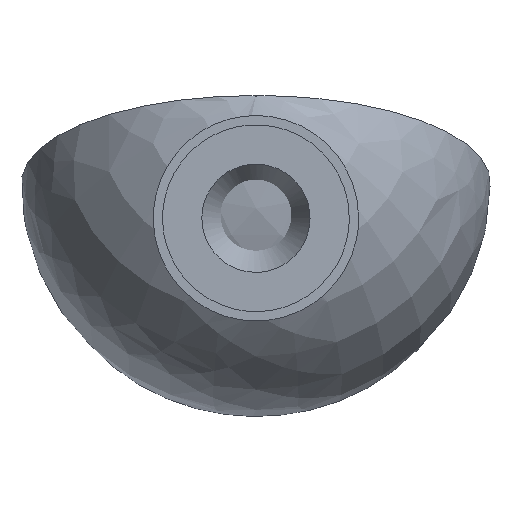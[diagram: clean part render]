
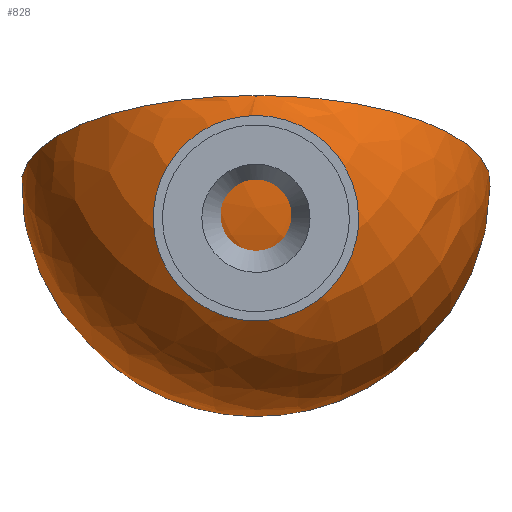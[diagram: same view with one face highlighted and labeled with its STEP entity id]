
A CAD part, front view. The second image highlights one B-rep face of the part: STEP entity #828.
In plain terms, the highlighted free-form (B-spline) face has degree [2, 2] with [5, 5] control points.
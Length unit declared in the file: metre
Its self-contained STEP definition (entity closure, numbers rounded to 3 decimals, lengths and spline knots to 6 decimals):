
#28 = CARTESIAN_POINT('NONE', (-0.591302, 0.928361, -0.371344));
#29 = VERTEX_POINT('NONE', #28);
#30 = CARTESIAN_POINT('NONE', (0.591302, 0.928361, -0.371344));
#31 = VERTEX_POINT('NONE', #30);
#60 = CARTESIAN_POINT('NONE', (-0.00254, 0.117917, -0.047167));
#61 = VERTEX_POINT('NONE', #60);
#62 = CARTESIAN_POINT('NONE', (0.00254, 0.117917, -0.047167));
#63 = VERTEX_POINT('NONE', #62);
#212 = CARTESIAN_POINT('NONE', (-0.00254, 0.117917, -0.047167));
#213 = CARTESIAN_POINT('NONE', (-0.340175, 0.117917, -0.047167));
#214 = CARTESIAN_POINT('NONE', (-0.528979, 0.377809, -0.151124));
#215 = CARTESIAN_POINT('NONE', (-0.717782, 0.637701, -0.25508));
#216 = CARTESIAN_POINT('NONE', (-0.591302, 0.928361, -0.371344));
#217 = (
  BOUNDED_CURVE()
  B_SPLINE_CURVE(2, (#212, #213, #214, #215, #216), .UNSPECIFIED., .F., .F.)
  B_SPLINE_CURVE_WITH_KNOTS((3, 2, 3), (0, 0.5, 1), .UNSPECIFIED.)
  CURVE()
  GEOMETRIC_REPRESENTATION_ITEM()
  RATIONAL_B_SPLINE_CURVE((1, 0.883, 1, 0.883, 1))
  REPRESENTATION_ITEM('NONE')
);
#218 = CARTESIAN_POINT('NONE', (-0.591302, 0.928361, -0.371344));
#219 = CARTESIAN_POINT('NONE', (-0.591302, 0.708757, -0.920354));
#220 = CARTESIAN_POINT('NONE', (0., 0.708757, -0.920354));
#221 = CARTESIAN_POINT('NONE', (0.591302, 0.708757, -0.920354));
#222 = CARTESIAN_POINT('NONE', (0.591302, 0.928361, -0.371344));
#223 = (
  BOUNDED_CURVE()
  B_SPLINE_CURVE(2, (#218, #219, #220, #221, #222), .UNSPECIFIED., .F., .F.)
  B_SPLINE_CURVE_WITH_KNOTS((3, 2, 3), (-6.283185, -3.141593, 0), .UNSPECIFIED.)
  CURVE()
  GEOMETRIC_REPRESENTATION_ITEM()
  RATIONAL_B_SPLINE_CURVE((1, 0.707, 1, 0.707, 1))
  REPRESENTATION_ITEM('NONE')
);
#224 = CARTESIAN_POINT('NONE', (0.591302, 0.928361, -0.371344));
#225 = CARTESIAN_POINT('NONE', (0.717782, 0.637701, -0.25508));
#226 = CARTESIAN_POINT('NONE', (0.528979, 0.377809, -0.151124));
#227 = CARTESIAN_POINT('NONE', (0.340175, 0.117917, -0.047167));
#228 = CARTESIAN_POINT('NONE', (0.00254, 0.117917, -0.047167));
#229 = (
  BOUNDED_CURVE()
  B_SPLINE_CURVE(2, (#224, #225, #226, #227, #228), .UNSPECIFIED., .F., .F.)
  B_SPLINE_CURVE_WITH_KNOTS((3, 2, 3), (-1, -0.5, 0), .UNSPECIFIED.)
  CURVE()
  GEOMETRIC_REPRESENTATION_ITEM()
  RATIONAL_B_SPLINE_CURVE((1, 0.883, 1, 0.883, 1))
  REPRESENTATION_ITEM('NONE')
);
#336 = CARTESIAN_POINT('NONE', (-0.00254, 0.117917, -0.047167));
#337 = CARTESIAN_POINT('NONE', (-0.00254, 0.116973, -0.049525));
#338 = CARTESIAN_POINT('NONE', (0., 0.116973, -0.049525));
#339 = CARTESIAN_POINT('NONE', (0.00254, 0.116973, -0.049525));
#340 = CARTESIAN_POINT('NONE', (0.00254, 0.117917, -0.047167));
#341 = (
  BOUNDED_CURVE()
  B_SPLINE_CURVE(2, (#336, #337, #338, #339, #340), .UNSPECIFIED., .F., .F.)
  B_SPLINE_CURVE_WITH_KNOTS((3, 2, 3), (-6.283185, -3.141593, 0), .UNSPECIFIED.)
  CURVE()
  GEOMETRIC_REPRESENTATION_ITEM()
  RATIONAL_B_SPLINE_CURVE((1, 0.707, 1, 0.707, 1))
  REPRESENTATION_ITEM('NONE')
);
#368 = EDGE_CURVE('NONE', #61, #29, #217, .T.);
#369 = EDGE_CURVE('NONE', #29, #31, #223, .T.);
#370 = EDGE_CURVE('NONE', #31, #63, #229, .T.);
#393 = EDGE_CURVE('NONE', #61, #63, #341, .T.);
#451 = ORIENTED_EDGE('NONE', *, *, #393, .F.);
#452 = ORIENTED_EDGE('NONE', *, *, #368, .T.);
#453 = ORIENTED_EDGE('NONE', *, *, #369, .T.);
#454 = ORIENTED_EDGE('NONE', *, *, #370, .T.);
#455 = EDGE_LOOP('NONE', (#451, #452, #453, #454));
#663 = CARTESIAN_POINT('NONE', (0.00254, 0.117917, -0.047167));
#664 = CARTESIAN_POINT('NONE', (0.340175, 0.117917, -0.047167));
#665 = CARTESIAN_POINT('NONE', (0.528979, 0.377809, -0.151124));
#666 = CARTESIAN_POINT('NONE', (0.717782, 0.637701, -0.25508));
#667 = CARTESIAN_POINT('NONE', (0.591302, 0.928361, -0.371344));
#668 = CARTESIAN_POINT('NONE', (0.00254, 0.116973, -0.049525));
#669 = CARTESIAN_POINT('NONE', (0.340175, -0.008421, -0.363012));
#670 = CARTESIAN_POINT('NONE', (0.528979, 0.181351, -0.642268));
#671 = CARTESIAN_POINT('NONE', (0.717782, 0.371123, -0.921524));
#672 = CARTESIAN_POINT('NONE', (0.591302, 0.708757, -0.920354));
#673 = CARTESIAN_POINT('NONE', (0., 0.116973, -0.049525));
#674 = CARTESIAN_POINT('NONE', (0., -0.008421, -0.363012));
#675 = CARTESIAN_POINT('NONE', (0., 0.181351, -0.642268));
#676 = CARTESIAN_POINT('NONE', (0., 0.371123, -0.921524));
#677 = CARTESIAN_POINT('NONE', (0., 0.708757, -0.920354));
#678 = CARTESIAN_POINT('NONE', (-0.00254, 0.116973, -0.049525));
#679 = CARTESIAN_POINT('NONE', (-0.340175, -0.008421, -0.363012));
#680 = CARTESIAN_POINT('NONE', (-0.528979, 0.181351, -0.642268));
#681 = CARTESIAN_POINT('NONE', (-0.717782, 0.371123, -0.921524));
#682 = CARTESIAN_POINT('NONE', (-0.591302, 0.708757, -0.920354));
#683 = CARTESIAN_POINT('NONE', (-0.00254, 0.117917, -0.047167));
#684 = CARTESIAN_POINT('NONE', (-0.340175, 0.117917, -0.047167));
#685 = CARTESIAN_POINT('NONE', (-0.528979, 0.377809, -0.151124));
#686 = CARTESIAN_POINT('NONE', (-0.717782, 0.637701, -0.25508));
#687 = CARTESIAN_POINT('NONE', (-0.591302, 0.928361, -0.371344));
#688 = (
  BOUNDED_SURFACE()
  B_SPLINE_SURFACE(2, 2, ((#663, #664, #665, #666, #667), (#668, #669, #670, #671, #672), (#673, #674, #675, #676, #677), (#678, #679, #680, #681, #682), (#683, #684, #685, #686, #687)), .UNSPECIFIED., .F., .F., .F.)
  B_SPLINE_SURFACE_WITH_KNOTS((3, 2, 3), (3, 2, 3), (0, 3.141593, 6.283185), (0, 0.5, 1), .UNSPECIFIED.)
  GEOMETRIC_REPRESENTATION_ITEM()
  RATIONAL_B_SPLINE_SURFACE(((1, 0.883, 1, 0.883, 1), (0.707, 0.624, 0.707, 0.624, 0.707), (1, 0.883, 1, 0.883, 1), (0.707, 0.624, 0.707, 0.624, 0.707), (1, 0.883, 1, 0.883, 1)))
  REPRESENTATION_ITEM('NONE')
  SURFACE()
);
#827 = FACE_OUTER_BOUND('NONE', #455, .T.);
#828 = ADVANCED_FACE('NONE', (#827), #688, .T.);
